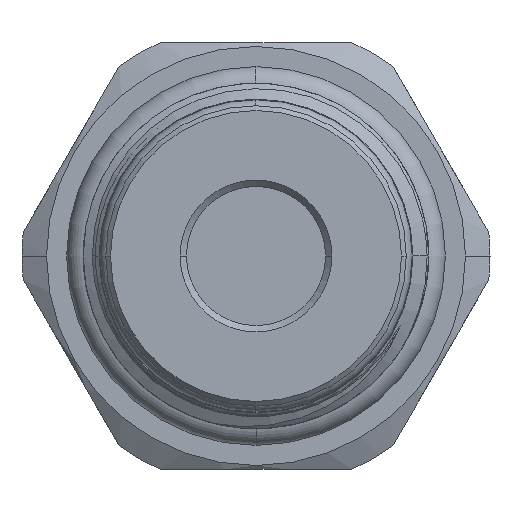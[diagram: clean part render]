
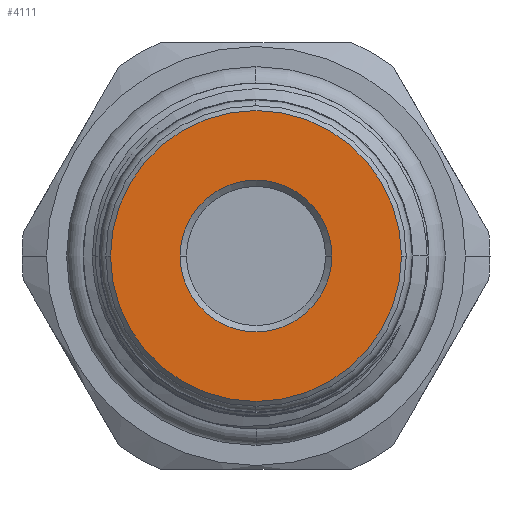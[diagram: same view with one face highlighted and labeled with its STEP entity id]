
A CAD part, left-side view. The second image highlights one B-rep face of the part: STEP entity #4111.
In plain terms, the highlighted planar face has unit normal (-1, 0, 0).
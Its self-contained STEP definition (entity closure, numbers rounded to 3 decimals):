
#61 = ORIENTED_EDGE ( 'NONE', *, *, #11592, .T. ) ;
#677 = CIRCLE ( 'NONE', #6188, 9.2 ) ;
#840 = FACE_OUTER_BOUND ( 'NONE', #11570, .T. ) ;
#1037 = CARTESIAN_POINT ( 'NONE',  ( -67.75, 0., 0. ) ) ;
#1526 = DIRECTION ( 'NONE',  ( 1., 0., 0. ) ) ;
#2581 = AXIS2_PLACEMENT_3D ( 'NONE', #11808, #1526, #6623 ) ;
#3207 = ORIENTED_EDGE ( 'NONE', *, *, #12469, .T. ) ;
#3277 = VERTEX_POINT ( 'NONE', #12446 ) ;
#3501 = CIRCLE ( 'NONE', #10681, 4.8 ) ;
#3702 = AXIS2_PLACEMENT_3D ( 'NONE', #11821, #3818, #8728 ) ;
#3818 = DIRECTION ( 'NONE',  ( 1., 0., 0. ) ) ;
#4111 = ADVANCED_FACE ( 'NONE', ( #11332, #840 ), #7381, .F. ) ;
#4200 = CARTESIAN_POINT ( 'NONE',  ( -67.75, 0., 0. ) ) ;
#4330 = CARTESIAN_POINT ( 'NONE',  ( -67.75, -4.8, 0. ) ) ;
#4359 = DIRECTION ( 'NONE',  ( -1., 0., 0. ) ) ;
#4518 = EDGE_CURVE ( 'NONE', #3277, #5486, #8906, .T. ) ;
#5403 = DIRECTION ( 'NONE',  ( 0., -1., 0. ) ) ;
#5486 = VERTEX_POINT ( 'NONE', #4330 ) ;
#6188 = AXIS2_PLACEMENT_3D ( 'NONE', #12442, #4359, #5403 ) ;
#6290 = EDGE_CURVE ( 'NONE', #5486, #3277, #3501, .T. ) ;
#6361 = DIRECTION ( 'NONE',  ( 0., -1., 0. ) ) ;
#6623 = DIRECTION ( 'NONE',  ( 0., -1., 0. ) ) ;
#6690 = AXIS2_PLACEMENT_3D ( 'NONE', #1037, #9120, #12187 ) ;
#7381 = PLANE ( 'NONE',  #2581 ) ;
#7718 = CARTESIAN_POINT ( 'NONE',  ( -67.75, 9.2, 0. ) ) ;
#8076 = EDGE_LOOP ( 'NONE', ( #9262, #9141 ) ) ;
#8212 = DIRECTION ( 'NONE',  ( 1., 0., 0. ) ) ;
#8243 = CARTESIAN_POINT ( 'NONE',  ( -67.75, -9.2, 0. ) ) ;
#8332 = VERTEX_POINT ( 'NONE', #8243 ) ;
#8728 = DIRECTION ( 'NONE',  ( 0., -1., 0. ) ) ;
#8906 = CIRCLE ( 'NONE', #3702, 4.8 ) ;
#9120 = DIRECTION ( 'NONE',  ( -1., 0., 0. ) ) ;
#9141 = ORIENTED_EDGE ( 'NONE', *, *, #6290, .T. ) ;
#9262 = ORIENTED_EDGE ( 'NONE', *, *, #4518, .T. ) ;
#10516 = CIRCLE ( 'NONE', #6690, 9.2 ) ;
#10641 = VERTEX_POINT ( 'NONE', #7718 ) ;
#10681 = AXIS2_PLACEMENT_3D ( 'NONE', #4200, #8212, #6361 ) ;
#11332 = FACE_BOUND ( 'NONE', #8076, .T. ) ;
#11570 = EDGE_LOOP ( 'NONE', ( #61, #3207 ) ) ;
#11592 = EDGE_CURVE ( 'NONE', #8332, #10641, #677, .T. ) ;
#11808 = CARTESIAN_POINT ( 'NONE',  ( -67.75, 0., 0. ) ) ;
#11821 = CARTESIAN_POINT ( 'NONE',  ( -67.75, 0., 0. ) ) ;
#12187 = DIRECTION ( 'NONE',  ( 0., -1., 0. ) ) ;
#12442 = CARTESIAN_POINT ( 'NONE',  ( -67.75, 0., 0. ) ) ;
#12446 = CARTESIAN_POINT ( 'NONE',  ( -67.75, 4.8, 0. ) ) ;
#12469 = EDGE_CURVE ( 'NONE', #10641, #8332, #10516, .T. ) ;
